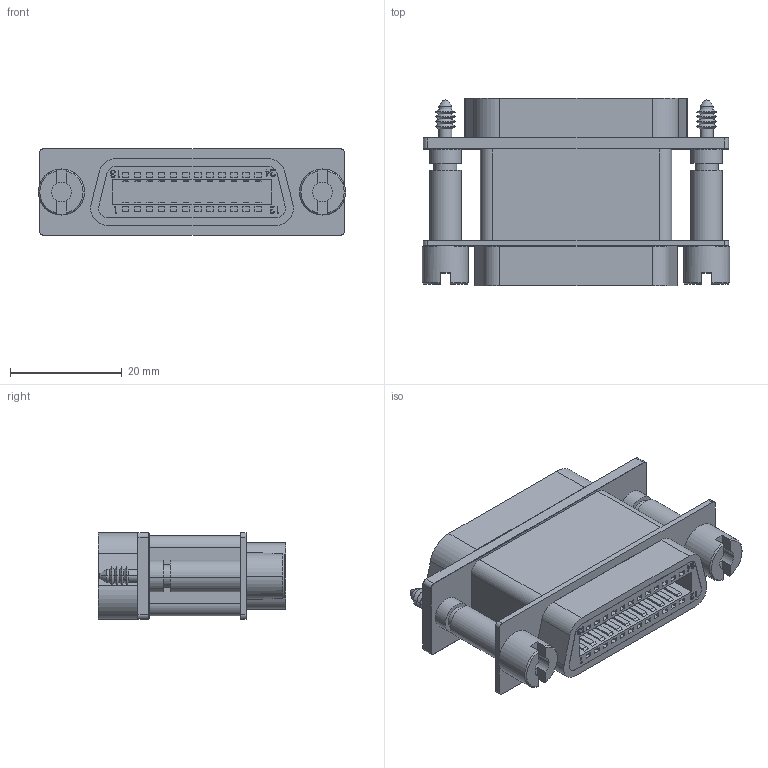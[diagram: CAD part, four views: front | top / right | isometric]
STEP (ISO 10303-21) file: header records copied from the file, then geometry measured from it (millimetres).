
FILE_DESCRIPTION (( 'STEP AP214' ), '1' );
FILE_NAME ('CIB24XE.STEP', '2006-08-28T15:19:14', ( 'L-COM' ), ( 'L-COM' ), 'SwSTEP 2.0', 'SolidWorks 2006052', '' );
FILE_SCHEMA (( 'AUTOMOTIVE_DESIGN' ));
Length unit declared in the file: inch
Products named in the file (6): CIB24XE-MA4; CIB24XE-MA1; CIB24XE-MA5; CIB24EX-MA2; CIB24XE-MA3; CIB24XE
Assembly tree (7 placements, depth 2):
  CIB24XE
    CIB24XE-MA5  x2
    CIB24XE-MA4
    CIB24XE-MA1  x2
    CIB24XE-MA3
    CIB24EX-MA2
Bounding box: 55.04 x 33.63 x 15.49 mm (x, y, z)
Volume: 15574 mm3; surface area: 12875.9 mm2
Topology: 7 solids, 7 shells, 887 faces, 2152 edges, 1410 vertices
Faces by surface type: plane 689, cylinder 89, cone 58, bspline 51
Entity records: 35440 total; most frequent: CARTESIAN_POINT 8893, ORIENTED_EDGE 4012, DIRECTION 3621, EDGE_CURVE 2006, VECTOR 1735, LINE 1735, VERTEX_POINT 1321, EDGE_LOOP 953
